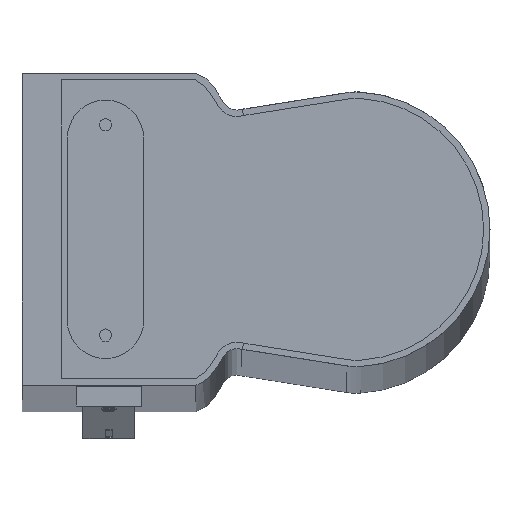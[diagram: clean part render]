
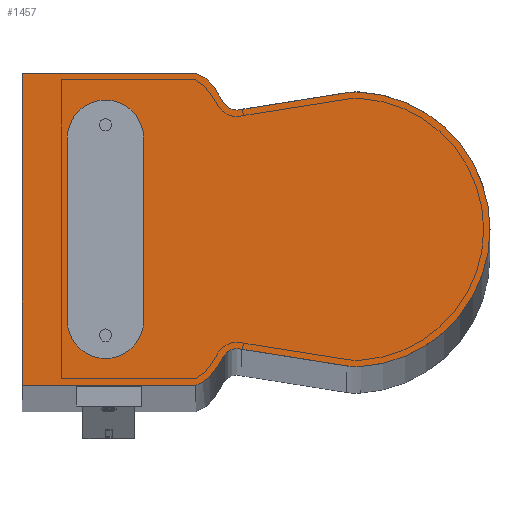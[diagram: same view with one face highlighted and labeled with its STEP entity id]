
A CAD part, top view. The second image highlights one B-rep face of the part: STEP entity #1457.
In plain terms, the highlighted face is planar.
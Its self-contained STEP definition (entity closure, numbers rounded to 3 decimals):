
#20 = VECTOR ( 'NONE', #273, 1000. ) ;
#30 = LINE ( 'NONE', #2194, #1827 ) ;
#34 = B_SPLINE_CURVE_WITH_KNOTS ( 'NONE', 2,
 ( #285, #2170, #225 ),
 .UNSPECIFIED., .F., .F.,
 ( 3, 3 ),
 ( 0.499, 0.5 ),
 .UNSPECIFIED. ) ;
#65 = AXIS2_PLACEMENT_3D ( 'NONE', #1228, #2001, #2345 ) ;
#74 = VECTOR ( 'NONE', #2266, 1000. ) ;
#75 = DIRECTION ( 'NONE',  ( 0., -1., 0. ) ) ;
#87 = ORIENTED_EDGE ( 'NONE', *, *, #1321, .F. ) ;
#92 = CARTESIAN_POINT ( 'NONE',  ( 7.01, 586.5, -3.488 ) ) ;
#140 = EDGE_CURVE ( 'NONE', #339, #1055, #34, .T. ) ;
#152 = LINE ( 'NONE', #1501, #680 ) ;
#173 = CARTESIAN_POINT ( 'NONE',  ( 9.693, 586.5, -15.548 ) ) ;
#225 = CARTESIAN_POINT ( 'NONE',  ( -12., 586.5, -13.364 ) ) ;
#229 = EDGE_CURVE ( 'NONE', #1055, #1165, #2183, .T. ) ;
#234 = EDGE_CURVE ( 'NONE', #1580, #1623, #1390, .T. ) ;
#241 = CARTESIAN_POINT ( 'NONE',  ( 10.505, 586.5, -24.975 ) ) ;
#257 = CARTESIAN_POINT ( 'NONE',  ( 9.693, 586.5, -15.548 ) ) ;
#273 = DIRECTION ( 'NONE',  ( 0.156, 0., -0.988 ) ) ;
#275 = VECTOR ( 'NONE', #1047, 1000. ) ;
#280 = ORIENTED_EDGE ( 'NONE', *, *, #140, .T. ) ;
#283 = VERTEX_POINT ( 'NONE', #699 ) ;
#285 = CARTESIAN_POINT ( 'NONE',  ( -9.693, 586.5, -15.548 ) ) ;
#299 = DIRECTION ( 'NONE',  ( 0., 0., 1. ) ) ;
#314 = AXIS2_PLACEMENT_3D ( 'NONE', #1334, #2251, #1726 ) ;
#339 = VERTEX_POINT ( 'NONE', #2083 ) ;
#342 = CARTESIAN_POINT ( 'NONE',  ( -9.233, 586.5, -16.921 ) ) ;
#349 = EDGE_CURVE ( 'NONE', #1502, #536, #2244, .T. ) ;
#373 = CARTESIAN_POINT ( 'NONE',  ( -10.505, 586.5, -24.975 ) ) ;
#391 = CIRCLE ( 'NONE', #1508, 5. ) ;
#412 = LINE ( 'NONE', #1176, #1592 ) ;
#414 = ORIENTED_EDGE ( 'NONE', *, *, #234, .T. ) ;
#437 = ORIENTED_EDGE ( 'NONE', *, *, #2010, .F. ) ;
#455 = ORIENTED_EDGE ( 'NONE', *, *, #1745, .T. ) ;
#468 = VERTEX_POINT ( 'NONE', #92 ) ;
#480 = CARTESIAN_POINT ( 'NONE',  ( -12., 586.5, 0. ) ) ;
#481 = CARTESIAN_POINT ( 'NONE',  ( 9.233, 586.5, -16.921 ) ) ;
#536 = VERTEX_POINT ( 'NONE', #257 ) ;
#580 = DIRECTION ( 'NONE',  ( -1., 0., 0. ) ) ;
#582 = VERTEX_POINT ( 'NONE', #858 ) ;
#602 = DIRECTION ( 'NONE',  ( -1., 0., 0. ) ) ;
#604 = CARTESIAN_POINT ( 'NONE',  ( 11.805, 586.5, -14.405 ) ) ;
#626 = AXIS2_PLACEMENT_3D ( 'NONE', #1270, #1870, #2027 ) ;
#680 = VECTOR ( 'NONE', #2257, 1000. ) ;
#698 = ORIENTED_EDGE ( 'NONE', *, *, #729, .T. ) ;
#699 = CARTESIAN_POINT ( 'NONE',  ( -7.01, 586.5, -3.488 ) ) ;
#729 = EDGE_CURVE ( 'NONE', #1576, #1580, #1142, .T. ) ;
#750 = LINE ( 'NONE', #1517, #74 ) ;
#752 = CIRCLE ( 'NONE', #2382, 1.218 ) ;
#758 = ORIENTED_EDGE ( 'NONE', *, *, #1363, .T. ) ;
#849 = VERTEX_POINT ( 'NONE', #2131 ) ;
#858 = CARTESIAN_POINT ( 'NONE',  ( 7.01, 586.5, -9.355 ) ) ;
#860 = DIRECTION ( 'NONE',  ( -1., 0., 0. ) ) ;
#873 = DIRECTION ( 'NONE',  ( -1., 0., 0. ) ) ;
#895 = EDGE_CURVE ( 'NONE', #1623, #2386, #391, .T. ) ;
#933 = EDGE_LOOP ( 'NONE', ( #1995, #87, #437, #1826 ) ) ;
#940 = ORIENTED_EDGE ( 'NONE', *, *, #895, .T. ) ;
#941 = VERTEX_POINT ( 'NONE', #481 ) ;
#942 = CARTESIAN_POINT ( 'NONE',  ( -12., 586.5, 0. ) ) ;
#960 = EDGE_CURVE ( 'NONE', #2209, #339, #1145, .T. ) ;
#1014 = CARTESIAN_POINT ( 'NONE',  ( 12., 586.5, 0. ) ) ;
#1047 = DIRECTION ( 'NONE',  ( 1., 0., 0. ) ) ;
#1055 = VERTEX_POINT ( 'NONE', #1852 ) ;
#1061 = DIRECTION ( 'NONE',  ( 0., 1., 0. ) ) ;
#1062 = CARTESIAN_POINT ( 'NONE',  ( 12., 586.5, 0. ) ) ;
#1105 = AXIS2_PLACEMENT_3D ( 'NONE', #1452, #1061, #860 ) ;
#1116 = ORIENTED_EDGE ( 'NONE', *, *, #229, .T. ) ;
#1142 = CIRCLE ( 'NONE', #626, 5. ) ;
#1145 = CIRCLE ( 'NONE', #65, 1.218 ) ;
#1165 = VERTEX_POINT ( 'NONE', #942 ) ;
#1176 = CARTESIAN_POINT ( 'NONE',  ( 12., 586.5, -3. ) ) ;
#1218 = CARTESIAN_POINT ( 'NONE',  ( 12., 586.5, -13.364 ) ) ;
#1228 = CARTESIAN_POINT ( 'NONE',  ( -10.391, 586.5, -16.546 ) ) ;
#1234 = LINE ( 'NONE', #1062, #275 ) ;
#1260 = ORIENTED_EDGE ( 'NONE', *, *, #349, .T. ) ;
#1270 = CARTESIAN_POINT ( 'NONE',  ( 5.566, 586.5, -25.755 ) ) ;
#1321 = EDGE_CURVE ( 'NONE', #468, #582, #1666, .T. ) ;
#1334 = CARTESIAN_POINT ( 'NONE',  ( 0., 586.5, -25.424 ) ) ;
#1363 = EDGE_CURVE ( 'NONE', #2386, #2209, #30, .T. ) ;
#1390 = CIRCLE ( 'NONE', #314, 10.576 ) ;
#1393 = VERTEX_POINT ( 'NONE', #1014 ) ;
#1410 = DIRECTION ( 'NONE',  ( 1., 0., 0. ) ) ;
#1446 = EDGE_CURVE ( 'NONE', #849, #283, #2140, .T. ) ;
#1452 = CARTESIAN_POINT ( 'NONE',  ( -7.01, 586.5, -6.421 ) ) ;
#1457 = ADVANCED_FACE ( 'NONE', ( #1617, #1791 ), #2379, .F. ) ;
#1474 = ORIENTED_EDGE ( 'NONE', *, *, #2164, .T. ) ;
#1501 = CARTESIAN_POINT ( 'NONE',  ( 7.01, 586.5, -3.488 ) ) ;
#1502 = VERTEX_POINT ( 'NONE', #1218 ) ;
#1508 = AXIS2_PLACEMENT_3D ( 'NONE', #1561, #2308, #602 ) ;
#1517 = CARTESIAN_POINT ( 'NONE',  ( 7.01, 586.5, -9.355 ) ) ;
#1561 = CARTESIAN_POINT ( 'NONE',  ( -5.566, 586.5, -25.755 ) ) ;
#1576 = VERTEX_POINT ( 'NONE', #2042 ) ;
#1580 = VERTEX_POINT ( 'NONE', #2389 ) ;
#1592 = VECTOR ( 'NONE', #2273, 1000. ) ;
#1617 = FACE_BOUND ( 'NONE', #933, .T. ) ;
#1623 = VERTEX_POINT ( 'NONE', #1720 ) ;
#1666 = CIRCLE ( 'NONE', #2254, 2.933 ) ;
#1720 = CARTESIAN_POINT ( 'NONE',  ( -10.557, 586.5, -26.051 ) ) ;
#1722 = CARTESIAN_POINT ( 'NONE',  ( 12., 586.5, -13.364 ) ) ;
#1726 = DIRECTION ( 'NONE',  ( -1., 0., 0. ) ) ;
#1745 = EDGE_CURVE ( 'NONE', #941, #1576, #2319, .T. ) ;
#1791 = FACE_OUTER_BOUND ( 'NONE', #2404, .T. ) ;
#1811 = ORIENTED_EDGE ( 'NONE', *, *, #2054, .T. ) ;
#1820 = CARTESIAN_POINT ( 'NONE',  ( 0., 586.5, 0. ) ) ;
#1821 = DIRECTION ( 'NONE',  ( 0., -1., 0. ) ) ;
#1826 = ORIENTED_EDGE ( 'NONE', *, *, #1446, .F. ) ;
#1827 = VECTOR ( 'NONE', #2321, 1000. ) ;
#1828 = VECTOR ( 'NONE', #299, 1000. ) ;
#1839 = ORIENTED_EDGE ( 'NONE', *, *, #2182, .T. ) ;
#1852 = CARTESIAN_POINT ( 'NONE',  ( -12., 586.5, -13.364 ) ) ;
#1870 = DIRECTION ( 'NONE',  ( 0., 1., 0. ) ) ;
#1995 = ORIENTED_EDGE ( 'NONE', *, *, #2368, .F. ) ;
#2001 = DIRECTION ( 'NONE',  ( 0., -1., 0. ) ) ;
#2006 = CARTESIAN_POINT ( 'NONE',  ( 10.391, 586.5, -16.546 ) ) ;
#2010 = EDGE_CURVE ( 'NONE', #283, #468, #152, .T. ) ;
#2027 = DIRECTION ( 'NONE',  ( -1., 0., 0. ) ) ;
#2042 = CARTESIAN_POINT ( 'NONE',  ( 10.505, 586.5, -24.975 ) ) ;
#2054 = EDGE_CURVE ( 'NONE', #1393, #1502, #412, .T. ) ;
#2083 = CARTESIAN_POINT ( 'NONE',  ( -9.693, 586.5, -15.548 ) ) ;
#2095 = DIRECTION ( 'NONE',  ( 0., 1., 0. ) ) ;
#2131 = CARTESIAN_POINT ( 'NONE',  ( -7.01, 586.5, -9.355 ) ) ;
#2140 = CIRCLE ( 'NONE', #1105, 2.933 ) ;
#2164 = EDGE_CURVE ( 'NONE', #1165, #1393, #1234, .T. ) ;
#2170 = CARTESIAN_POINT ( 'NONE',  ( -11.805, 586.5, -14.405 ) ) ;
#2182 = EDGE_CURVE ( 'NONE', #536, #941, #752, .T. ) ;
#2183 = LINE ( 'NONE', #480, #1828 ) ;
#2194 = CARTESIAN_POINT ( 'NONE',  ( -10.505, 586.5, -24.975 ) ) ;
#2209 = VERTEX_POINT ( 'NONE', #342 ) ;
#2244 = B_SPLINE_CURVE_WITH_KNOTS ( 'NONE', 2,
 ( #1722, #604, #173 ),
 .UNSPECIFIED., .F., .F.,
 ( 3, 3 ),
 ( 0.5, 0.501 ),
 .UNSPECIFIED. ) ;
#2251 = DIRECTION ( 'NONE',  ( 0., 1., 0. ) ) ;
#2254 = AXIS2_PLACEMENT_3D ( 'NONE', #2284, #2095, #580 ) ;
#2257 = DIRECTION ( 'NONE',  ( 1., 0., 0. ) ) ;
#2266 = DIRECTION ( 'NONE',  ( -1., 0., 0. ) ) ;
#2273 = DIRECTION ( 'NONE',  ( 0., 0., -1. ) ) ;
#2284 = CARTESIAN_POINT ( 'NONE',  ( 7.01, 586.5, -6.421 ) ) ;
#2308 = DIRECTION ( 'NONE',  ( 0., 1., 0. ) ) ;
#2319 = LINE ( 'NONE', #241, #20 ) ;
#2321 = DIRECTION ( 'NONE',  ( 0.156, 0., 0.988 ) ) ;
#2345 = DIRECTION ( 'NONE',  ( -1., 0., 0. ) ) ;
#2366 = ORIENTED_EDGE ( 'NONE', *, *, #960, .T. ) ;
#2368 = EDGE_CURVE ( 'NONE', #582, #849, #750, .T. ) ;
#2379 = PLANE ( 'NONE',  #2409 ) ;
#2382 = AXIS2_PLACEMENT_3D ( 'NONE', #2006, #1821, #873 ) ;
#2386 = VERTEX_POINT ( 'NONE', #373 ) ;
#2389 = CARTESIAN_POINT ( 'NONE',  ( 10.557, 586.5, -26.051 ) ) ;
#2404 = EDGE_LOOP ( 'NONE', ( #1811, #1260, #1839, #455, #698, #414, #940, #758, #2366, #280, #1116, #1474 ) ) ;
#2409 = AXIS2_PLACEMENT_3D ( 'NONE', #1820, #75, #1410 ) ;
